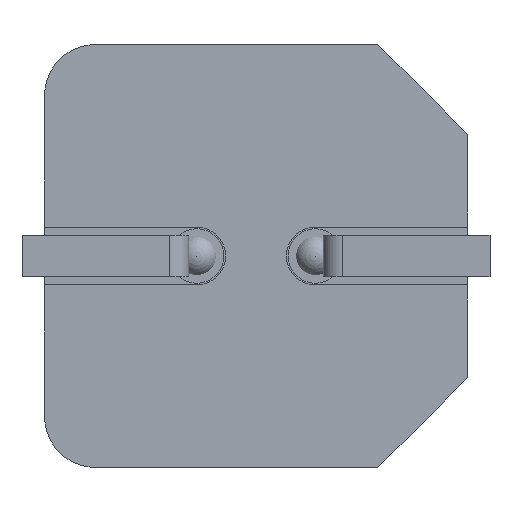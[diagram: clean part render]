
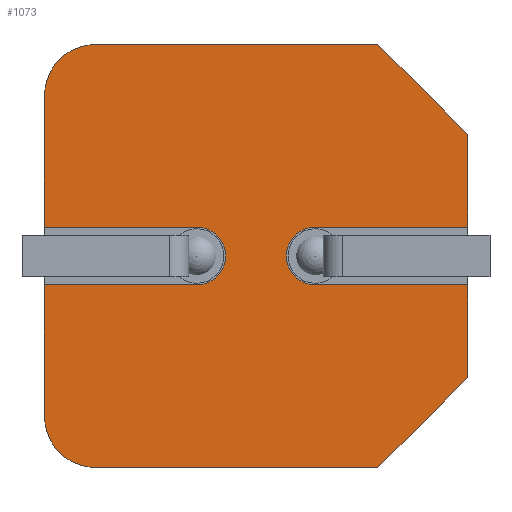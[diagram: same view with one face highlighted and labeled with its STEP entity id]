
A CAD part, front view. The second image highlights one B-rep face of the part: STEP entity #1073.
In plain terms, the highlighted planar face has unit normal (0, -1, 0).
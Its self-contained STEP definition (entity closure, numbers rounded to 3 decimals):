
#54=PLANE('',#1257);
#96=LINE('',#1738,#205);
#104=LINE('',#1754,#213);
#108=LINE('',#1763,#217);
#109=LINE('',#1767,#218);
#110=LINE('',#1768,#219);
#111=LINE('',#1770,#220);
#112=LINE('',#1773,#221);
#113=LINE('',#1775,#222);
#114=LINE('',#1777,#223);
#115=LINE('',#1781,#224);
#116=LINE('',#1783,#225);
#117=LINE('',#1786,#226);
#205=VECTOR('',#1416,1000.);
#213=VECTOR('',#1424,1000.);
#217=VECTOR('',#1430,1000.);
#218=VECTOR('',#1433,1000.);
#219=VECTOR('',#1434,1000.);
#220=VECTOR('',#1435,1000.);
#221=VECTOR('',#1438,1000.);
#222=VECTOR('',#1439,1000.);
#223=VECTOR('',#1440,1000.);
#224=VECTOR('',#1443,1000.);
#225=VECTOR('',#1444,1000.);
#226=VECTOR('',#1447,1000.);
#333=FACE_OUTER_BOUND('',#390,.T.);
#390=EDGE_LOOP('',(#809,#810,#811,#812,#813,#814,#815,#816,#817,#818,#819,
#820,#821,#822,#823,#824));
#460=CIRCLE('',#1258,0.8);
#461=CIRCLE('',#1259,0.45);
#462=CIRCLE('',#1260,0.8);
#463=CIRCLE('',#1261,0.45);
#506=VERTEX_POINT('',#1736);
#507=VERTEX_POINT('',#1737);
#514=VERTEX_POINT('',#1751);
#515=VERTEX_POINT('',#1753);
#518=VERTEX_POINT('',#1761);
#519=VERTEX_POINT('',#1762);
#520=VERTEX_POINT('',#1764);
#521=VERTEX_POINT('',#1766);
#522=VERTEX_POINT('',#1769);
#523=VERTEX_POINT('',#1771);
#524=VERTEX_POINT('',#1774);
#525=VERTEX_POINT('',#1776);
#526=VERTEX_POINT('',#1778);
#527=VERTEX_POINT('',#1780);
#528=VERTEX_POINT('',#1782);
#529=VERTEX_POINT('',#1784);
#620=EDGE_CURVE('',#506,#507,#96,.T.);
#628=EDGE_CURVE('',#514,#515,#104,.T.);
#632=EDGE_CURVE('',#518,#519,#108,.T.);
#633=EDGE_CURVE('',#518,#520,#460,.T.);
#634=EDGE_CURVE('',#521,#520,#109,.T.);
#635=EDGE_CURVE('',#521,#507,#110,.T.);
#636=EDGE_CURVE('',#506,#522,#111,.T.);
#637=EDGE_CURVE('',#522,#523,#461,.T.);
#638=EDGE_CURVE('',#523,#515,#112,.T.);
#639=EDGE_CURVE('',#514,#524,#113,.T.);
#640=EDGE_CURVE('',#525,#524,#114,.T.);
#641=EDGE_CURVE('',#525,#526,#462,.T.);
#642=EDGE_CURVE('',#527,#526,#115,.T.);
#643=EDGE_CURVE('',#528,#527,#116,.T.);
#644=EDGE_CURVE('',#529,#528,#463,.T.);
#645=EDGE_CURVE('',#519,#529,#117,.T.);
#809=ORIENTED_EDGE('',*,*,#632,.F.);
#810=ORIENTED_EDGE('',*,*,#633,.T.);
#811=ORIENTED_EDGE('',*,*,#634,.F.);
#812=ORIENTED_EDGE('',*,*,#635,.T.);
#813=ORIENTED_EDGE('',*,*,#620,.F.);
#814=ORIENTED_EDGE('',*,*,#636,.T.);
#815=ORIENTED_EDGE('',*,*,#637,.T.);
#816=ORIENTED_EDGE('',*,*,#638,.T.);
#817=ORIENTED_EDGE('',*,*,#628,.F.);
#818=ORIENTED_EDGE('',*,*,#639,.T.);
#819=ORIENTED_EDGE('',*,*,#640,.F.);
#820=ORIENTED_EDGE('',*,*,#641,.T.);
#821=ORIENTED_EDGE('',*,*,#642,.F.);
#822=ORIENTED_EDGE('',*,*,#643,.F.);
#823=ORIENTED_EDGE('',*,*,#644,.F.);
#824=ORIENTED_EDGE('',*,*,#645,.F.);
#1073=ADVANCED_FACE('',(#333),#54,.T.);
#1257=AXIS2_PLACEMENT_3D('',#1760,#1428,#1429);
#1258=AXIS2_PLACEMENT_3D('',#1765,#1431,#1432);
#1259=AXIS2_PLACEMENT_3D('',#1772,#1436,#1437);
#1260=AXIS2_PLACEMENT_3D('',#1779,#1441,#1442);
#1261=AXIS2_PLACEMENT_3D('',#1785,#1445,#1446);
#1416=DIRECTION('',(0.,0.,-1.));
#1424=DIRECTION('',(0.,0.,-1.));
#1428=DIRECTION('center_axis',(0.,-1.,0.));
#1429=DIRECTION('ref_axis',(0.,0.,-1.));
#1430=DIRECTION('',(0.,0.,1.));
#1431=DIRECTION('center_axis',(0.,-1.,0.));
#1432=DIRECTION('ref_axis',(0.,0.,-1.));
#1433=DIRECTION('',(-1.,0.,0.));
#1434=DIRECTION('',(0.707,0.,0.707));
#1435=DIRECTION('',(-1.,0.,0.));
#1436=DIRECTION('center_axis',(0.,1.,0.));
#1437=DIRECTION('ref_axis',(0.,0.,-1.));
#1438=DIRECTION('',(1.,0.,0.));
#1439=DIRECTION('',(-0.707,0.,0.707));
#1440=DIRECTION('',(1.,0.,0.));
#1441=DIRECTION('center_axis',(0.,-1.,0.));
#1442=DIRECTION('ref_axis',(0.,0.,-1.));
#1443=DIRECTION('',(0.,0.,1.));
#1444=DIRECTION('',(-1.,0.,0.));
#1445=DIRECTION('center_axis',(0.,-1.,0.));
#1446=DIRECTION('ref_axis',(0.,0.,-1.));
#1447=DIRECTION('',(1.,0.,0.));
#1736=CARTESIAN_POINT('',(3.3,0.,-0.45));
#1737=CARTESIAN_POINT('',(3.3,0.,-1.9));
#1738=CARTESIAN_POINT('',(3.3,0.,3.3));
#1751=CARTESIAN_POINT('',(3.3,0.,1.9));
#1753=CARTESIAN_POINT('',(3.3,0.,0.45));
#1754=CARTESIAN_POINT('',(3.3,0.,3.3));
#1760=CARTESIAN_POINT('Origin',(0.,0.,0.));
#1761=CARTESIAN_POINT('',(-3.3,0.,-2.5));
#1762=CARTESIAN_POINT('',(-3.3,0.,-0.45));
#1763=CARTESIAN_POINT('',(-3.3,0.,3.3));
#1764=CARTESIAN_POINT('',(-2.5,0.,-3.3));
#1765=CARTESIAN_POINT('Origin',(-2.5,0.,-2.5));
#1766=CARTESIAN_POINT('',(1.9,0.,-3.3));
#1767=CARTESIAN_POINT('',(-3.3,0.,-3.3));
#1768=CARTESIAN_POINT('',(2.6,0.,-2.6));
#1769=CARTESIAN_POINT('',(0.925,0.,-0.45));
#1770=CARTESIAN_POINT('',(3.3,0.,-0.45));
#1771=CARTESIAN_POINT('',(0.925,0.,0.45));
#1772=CARTESIAN_POINT('Origin',(0.925,0.,0.));
#1773=CARTESIAN_POINT('',(3.3,0.,0.45));
#1774=CARTESIAN_POINT('',(1.9,0.,3.3));
#1775=CARTESIAN_POINT('',(2.6,0.,2.6));
#1776=CARTESIAN_POINT('',(-2.5,0.,3.3));
#1777=CARTESIAN_POINT('',(-3.3,0.,3.3));
#1778=CARTESIAN_POINT('',(-3.3,0.,2.5));
#1779=CARTESIAN_POINT('Origin',(-2.5,0.,2.5));
#1780=CARTESIAN_POINT('',(-3.3,0.,0.45));
#1781=CARTESIAN_POINT('',(-3.3,0.,3.3));
#1782=CARTESIAN_POINT('',(-0.925,0.,0.45));
#1783=CARTESIAN_POINT('',(-3.3,0.,0.45));
#1784=CARTESIAN_POINT('',(-0.925,0.,-0.45));
#1785=CARTESIAN_POINT('Origin',(-0.925,0.,0.));
#1786=CARTESIAN_POINT('',(-3.3,0.,-0.45));
